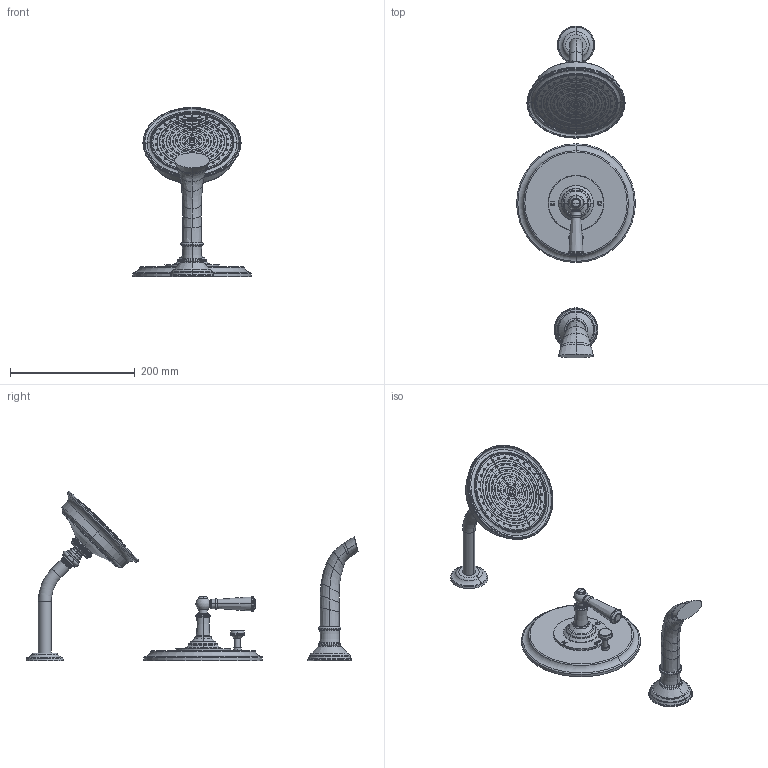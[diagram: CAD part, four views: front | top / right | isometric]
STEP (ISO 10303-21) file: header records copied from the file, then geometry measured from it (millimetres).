
FILE_DESCRIPTION((''),'2;1');
FILE_NAME('3-2412BP','2021-05-28T14:00:41',('jinson.thomas'),(''),'CREO PARAMETRIC BY PTC INC, 2018400','CREO PARAMETRIC BY PTC INC, 2018400','');
FILE_SCHEMA(('CONFIG_CONTROL_DESIGN'));
Products named in the file (1): 3-2412BP
Bounding box: 190.5 x 532.71 x 271.55 mm (x, y, z)
Volume: 1348486.1 mm3; surface area: 180907.8 mm2
Topology: 3 solids, 3 shells, 1319 faces, 3197 edges, 2097 vertices
Faces by surface type: torus 346, plane 277, cylinder 238, cone 200, sphere 108, extrusion 95, bspline 55
Entity records: 61194 total; most frequent: CARTESIAN_POINT 31197, ORIENTED_EDGE 6390, DIRECTION 5872, EDGE_CURVE 3195, AXIS2_PLACEMENT_3D 2463, VERTEX_POINT 2097, EDGE_LOOP 1534, FACE_OUTER_BOUND 1319
